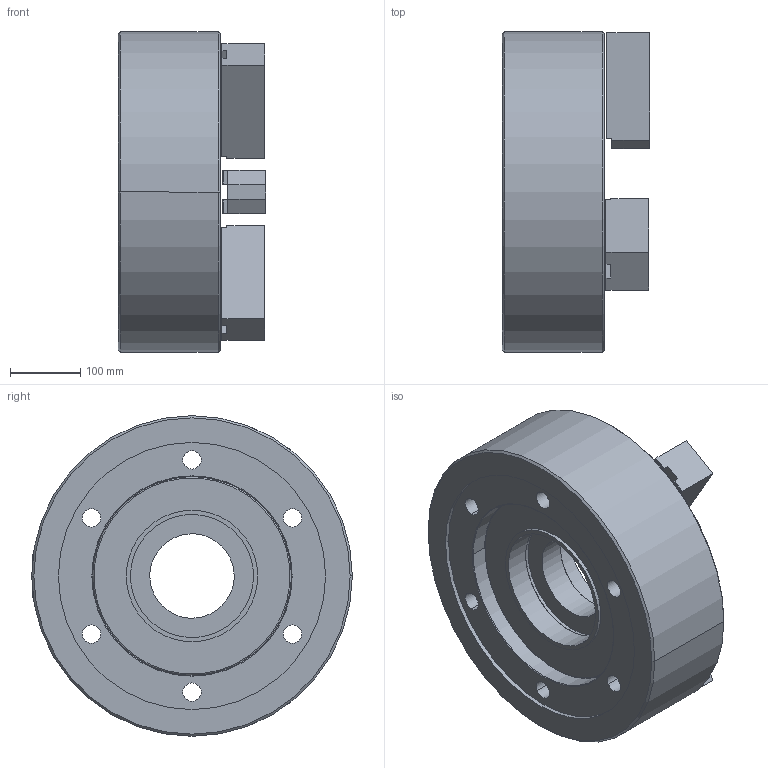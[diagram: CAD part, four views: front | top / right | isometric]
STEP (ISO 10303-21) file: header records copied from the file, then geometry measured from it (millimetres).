
FILE_DESCRIPTION (( 'STEP AP203' ), '1' );
FILE_NAME ('3H-18B.STEP', '2011-03-15T07:16:46', ( 'user' ), ( '' ), 'SwSTEP 2.0', 'SolidWorks 2010', '' );
FILE_SCHEMA (( 'CONFIG_CONTROL_DESIGN' ));
Length unit declared in the file: millimetre
Products named in the file (4): SJ15HB; 3H-18B; 3H-18B本體; 3H-18B中仁
Assembly tree (5 placements, depth 2):
  3H-18B
    3H-18B本體
    SJ15HB  x3
    3H-18B中仁
Bounding box: 209.6 x 456 x 456 mm (x, y, z)
Volume: 20369273.8 mm3; surface area: 1029696.2 mm2
Topology: 5 solids, 5 shells, 2538 faces, 7530 edges, 5010 vertices
Faces by surface type: plane 1866, cylinder 636, cone 28, torus 8
Entity records: 30200 total; most frequent: CARTESIAN_POINT 6614, ORIENTED_EDGE 5332, DIRECTION 4234, EDGE_CURVE 2666, VECTOR 2094, LINE 2094, VERTEX_POINT 1770, AXIS2_PLACEMENT_3D 1070
